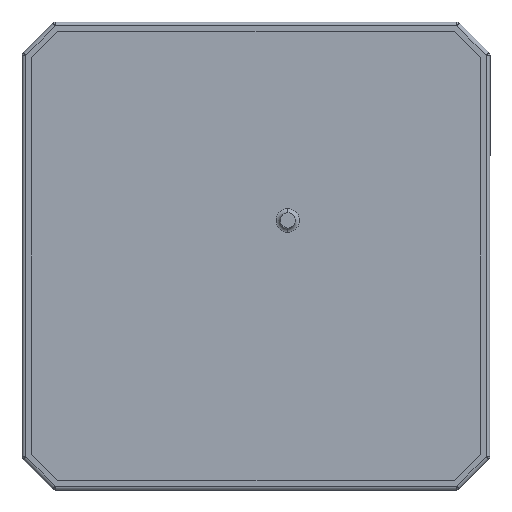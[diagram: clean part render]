
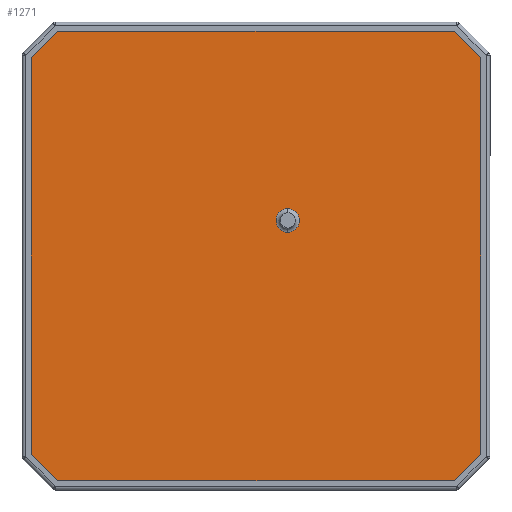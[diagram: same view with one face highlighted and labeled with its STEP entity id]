
A CAD part, front view. The second image highlights one B-rep face of the part: STEP entity #1271.
In plain terms, the highlighted planar face has unit normal (0, -1, 0).
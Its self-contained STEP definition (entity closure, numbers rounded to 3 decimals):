
#57 = CARTESIAN_POINT ( 'NONE',  ( -12., -0.01, 10.593 ) ) ;
#91 = CARTESIAN_POINT ( 'NONE',  ( 10.593, -0.01, -12. ) ) ;
#97 = VERTEX_POINT ( 'NONE', #2950 ) ;
#144 = EDGE_CURVE ( 'NONE', #1163, #2808, #1042, .T. ) ;
#165 = CARTESIAN_POINT ( 'NONE',  ( -12., -0.01, 10.593 ) ) ;
#250 = ORIENTED_EDGE ( 'NONE', *, *, #380, .T. ) ;
#269 = CARTESIAN_POINT ( 'NONE',  ( 10.593, -0.01, 12. ) ) ;
#275 = AXIS2_PLACEMENT_3D ( 'NONE', #2173, #2817, #2583 ) ;
#324 = ORIENTED_EDGE ( 'NONE', *, *, #2792, .T. ) ;
#380 = EDGE_CURVE ( 'NONE', #1672, #2656, #1072, .T. ) ;
#394 = CARTESIAN_POINT ( 'NONE',  ( 1.7, -0.01, 1.9 ) ) ;
#400 = EDGE_CURVE ( 'NONE', #516, #2838, #2471, .T. ) ;
#414 = CARTESIAN_POINT ( 'NONE',  ( 12., -0.01, 10.593 ) ) ;
#498 = CARTESIAN_POINT ( 'NONE',  ( 12., -0.01, -10.593 ) ) ;
#516 = VERTEX_POINT ( 'NONE', #1810 ) ;
#696 = DIRECTION ( 'NONE',  ( 0., 0., 1. ) ) ;
#707 = ORIENTED_EDGE ( 'NONE', *, *, #1329, .T. ) ;
#718 = ORIENTED_EDGE ( 'NONE', *, *, #2019, .T. ) ;
#739 = CIRCLE ( 'NONE', #2595, 0.628 ) ;
#779 = ORIENTED_EDGE ( 'NONE', *, *, #2221, .T. ) ;
#806 = CARTESIAN_POINT ( 'NONE',  ( -12., -0.01, -10.593 ) ) ;
#836 = VECTOR ( 'NONE', #1955, 1000. ) ;
#857 = CARTESIAN_POINT ( 'NONE',  ( -10.593, -0.01, -12. ) ) ;
#956 = ORIENTED_EDGE ( 'NONE', *, *, #1959, .F. ) ;
#993 = CARTESIAN_POINT ( 'NONE',  ( 12., -0.01, 10.593 ) ) ;
#1035 = DIRECTION ( 'NONE',  ( 0., 0., 1. ) ) ;
#1042 = LINE ( 'NONE', #57, #2716 ) ;
#1055 = VERTEX_POINT ( 'NONE', #993 ) ;
#1072 = LINE ( 'NONE', #857, #2086 ) ;
#1075 = CARTESIAN_POINT ( 'NONE',  ( 10.593, -0.01, -12. ) ) ;
#1163 = VERTEX_POINT ( 'NONE', #165 ) ;
#1188 = DIRECTION ( 'NONE',  ( -1., 0., 0. ) ) ;
#1203 = DIRECTION ( 'NONE',  ( 0., 0., -1. ) ) ;
#1226 = ORIENTED_EDGE ( 'NONE', *, *, #144, .T. ) ;
#1239 = VERTEX_POINT ( 'NONE', #269 ) ;
#1271 = ADVANCED_FACE ( 'NONE', ( #2272, #1651 ), #1639, .T. ) ;
#1318 = DIRECTION ( 'NONE',  ( 0., 0., 1. ) ) ;
#1326 = LINE ( 'NONE', #1075, #836 ) ;
#1329 = EDGE_CURVE ( 'NONE', #1055, #1239, #2475, .T. ) ;
#1335 = ORIENTED_EDGE ( 'NONE', *, *, #2501, .T. ) ;
#1391 = EDGE_LOOP ( 'NONE', ( #2058, #324, #707, #1335, #779, #1226, #718, #250 ) ) ;
#1416 = CARTESIAN_POINT ( 'NONE',  ( -12., -0.01, -10.593 ) ) ;
#1442 = CARTESIAN_POINT ( 'NONE',  ( 1.7, -0.01, 2.528 ) ) ;
#1471 = LINE ( 'NONE', #806, #2308 ) ;
#1554 = DIRECTION ( 'NONE',  ( 1., 0., 0. ) ) ;
#1565 = ORIENTED_EDGE ( 'NONE', *, *, #400, .F. ) ;
#1639 = PLANE ( 'NONE',  #275 ) ;
#1651 = FACE_BOUND ( 'NONE', #2421, .T. ) ;
#1672 = VERTEX_POINT ( 'NONE', #2616 ) ;
#1696 = DIRECTION ( 'NONE',  ( 0.707, 0., -0.707 ) ) ;
#1810 = CARTESIAN_POINT ( 'NONE',  ( 1.7, -0.01, 1.272 ) ) ;
#1822 = VECTOR ( 'NONE', #1853, 1000. ) ;
#1853 = DIRECTION ( 'NONE',  ( -0.707, 0., -0.707 ) ) ;
#1872 = CARTESIAN_POINT ( 'NONE',  ( 10.593, -0.01, 12. ) ) ;
#1955 = DIRECTION ( 'NONE',  ( 0.707, 0., 0.707 ) ) ;
#1959 = EDGE_CURVE ( 'NONE', #2838, #516, #739, .T. ) ;
#2019 = EDGE_CURVE ( 'NONE', #2808, #1672, #1471, .T. ) ;
#2058 = ORIENTED_EDGE ( 'NONE', *, *, #2736, .T. ) ;
#2086 = VECTOR ( 'NONE', #1554, 1000. ) ;
#2173 = CARTESIAN_POINT ( 'NONE',  ( 0., -0.01, 0. ) ) ;
#2221 = EDGE_CURVE ( 'NONE', #97, #1163, #2346, .T. ) ;
#2238 = DIRECTION ( 'NONE',  ( -0.707, 0., 0.707 ) ) ;
#2256 = VECTOR ( 'NONE', #696, 1000. ) ;
#2272 = FACE_OUTER_BOUND ( 'NONE', #1391, .T. ) ;
#2299 = CARTESIAN_POINT ( 'NONE',  ( 12., -0.01, -10.593 ) ) ;
#2308 = VECTOR ( 'NONE', #1696, 1000. ) ;
#2346 = LINE ( 'NONE', #2544, #1822 ) ;
#2413 = CARTESIAN_POINT ( 'NONE',  ( 1.7, -0.01, 1.9 ) ) ;
#2421 = EDGE_LOOP ( 'NONE', ( #1565, #956 ) ) ;
#2471 = CIRCLE ( 'NONE', #2974, 0.628 ) ;
#2475 = LINE ( 'NONE', #414, #2764 ) ;
#2501 = EDGE_CURVE ( 'NONE', #1239, #97, #2795, .T. ) ;
#2544 = CARTESIAN_POINT ( 'NONE',  ( -10.593, -0.01, 12. ) ) ;
#2583 = DIRECTION ( 'NONE',  ( 0., 0., -1. ) ) ;
#2595 = AXIS2_PLACEMENT_3D ( 'NONE', #2413, #2862, #1035 ) ;
#2616 = CARTESIAN_POINT ( 'NONE',  ( -10.593, -0.01, -12. ) ) ;
#2649 = VECTOR ( 'NONE', #1188, 1000. ) ;
#2656 = VERTEX_POINT ( 'NONE', #91 ) ;
#2716 = VECTOR ( 'NONE', #1203, 1000. ) ;
#2736 = EDGE_CURVE ( 'NONE', #2656, #2803, #1326, .T. ) ;
#2764 = VECTOR ( 'NONE', #2238, 1000. ) ;
#2792 = EDGE_CURVE ( 'NONE', #2803, #1055, #2978, .T. ) ;
#2795 = LINE ( 'NONE', #1872, #2649 ) ;
#2803 = VERTEX_POINT ( 'NONE', #498 ) ;
#2808 = VERTEX_POINT ( 'NONE', #1416 ) ;
#2817 = DIRECTION ( 'NONE',  ( 0., -1., 0. ) ) ;
#2838 = VERTEX_POINT ( 'NONE', #1442 ) ;
#2862 = DIRECTION ( 'NONE',  ( 0., -1., 0. ) ) ;
#2925 = DIRECTION ( 'NONE',  ( 0., -1., 0. ) ) ;
#2950 = CARTESIAN_POINT ( 'NONE',  ( -10.593, -0.01, 12. ) ) ;
#2974 = AXIS2_PLACEMENT_3D ( 'NONE', #394, #2925, #1318 ) ;
#2978 = LINE ( 'NONE', #2299, #2256 ) ;
